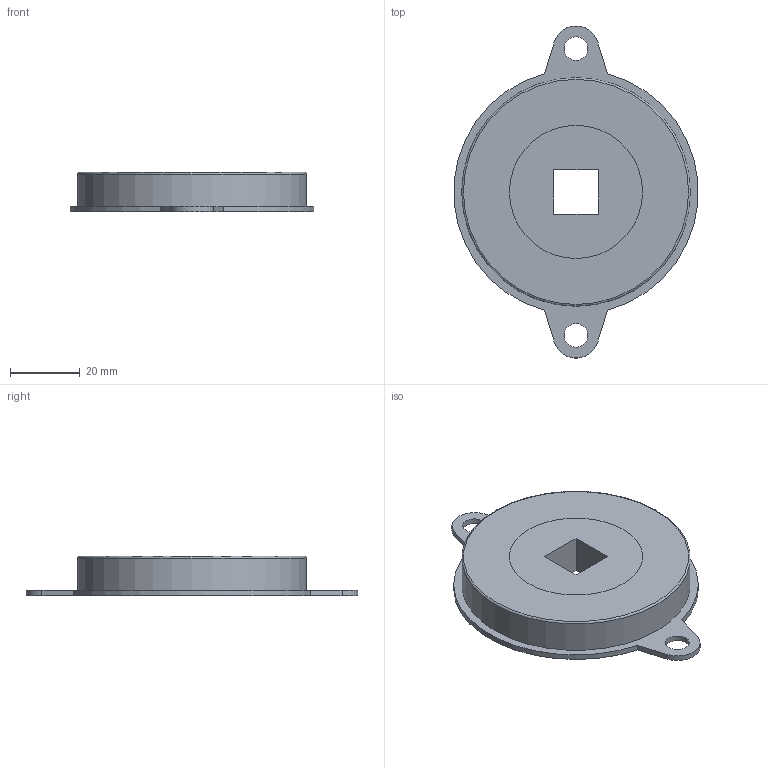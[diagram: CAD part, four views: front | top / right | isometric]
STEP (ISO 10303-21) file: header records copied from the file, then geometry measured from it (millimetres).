
FILE_DESCRIPTION(/* description */ (''),/* implementation_level */ '2;1');
FILE_NAME(/* name */ 'GE-18097.iam.stp',/* time_stamp */ '2018-01-01T11:23:28-08:00',/* author */ ('PhillipD'),/* organization */ (''),/* preprocessor_version */ 'ST-DEVELOPER v16.13',/* originating_system */ 'Autodesk Inventor 2018',/* authorisation */ '');
FILE_SCHEMA (('AUTOMOTIVE_DESIGN { 1 0 10303 214 3 1 1 }'));
Length unit declared in the file: inch
Products named in the file (3): GE-18097; GE-18097-1; GE-18097-2
Assembly tree (2 placements, depth 2):
  GE-18097
    GE-18097-1
    GE-18097-2
Bounding box: 69.74 x 94.95 x 11.3 mm (x, y, z)
Volume: 37341.3 mm3; surface area: 13600.7 mm2
Topology: 2 solids, 2 shells, 23 faces, 54 edges, 36 vertices
Faces by surface type: plane 13, cylinder 9, torus 1
Full cylindrical faces by diameter (mm): 6.731 x2, 38.1 x2, 65.405 x1
Entity records: 763 total; most frequent: DIRECTION 122, CARTESIAN_POINT 110, ORIENTED_EDGE 94, EDGE_CURVE 47, AXIS2_PLACEMENT_3D 47, EDGE_LOOP 38, VERTEX_POINT 35, LINE 28
